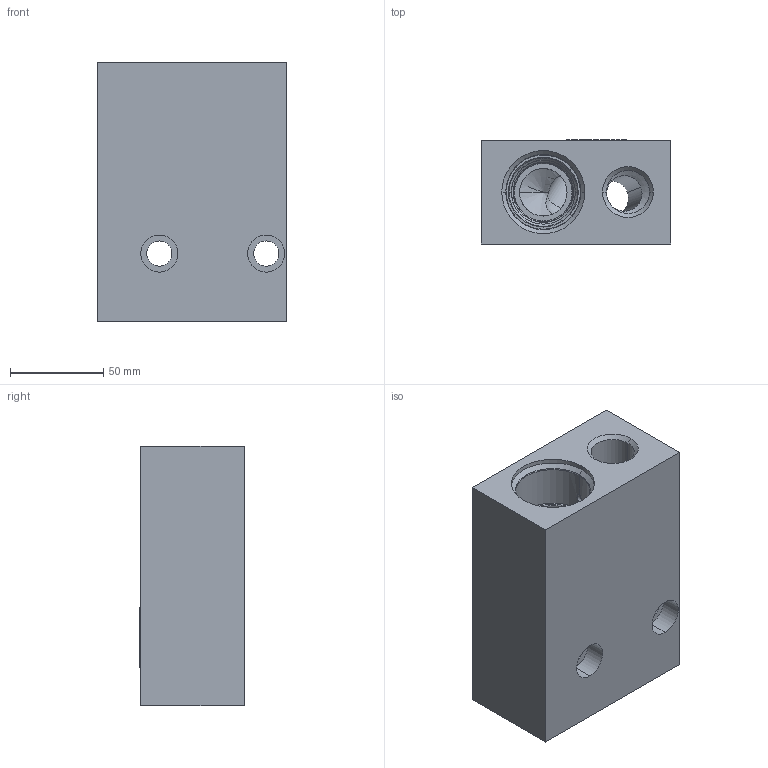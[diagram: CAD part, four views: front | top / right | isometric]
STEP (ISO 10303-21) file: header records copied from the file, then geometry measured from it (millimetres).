
FILE_DESCRIPTION((''),'2;1');
FILE_NAME('ZTJ_ASM','2020-07-16T',('ProEService'),(''),'PRO/ENGINEER BY PARAMETRIC TECHNOLOGY CORPORATION, 2014200','PRO/ENGINEER BY PARAMETRIC TECHNOLOGY CORPORATION, 2014200','');
FILE_SCHEMA(('CONFIG_CONTROL_DESIGN'));
Length unit declared in the file: inch
Products named in the file (3): 150-801-001; 500-001-121; ZTJ_ASM
Assembly tree (2 placements, depth 2):
  ZTJ_ASM
    150-801-001
    500-001-121
Bounding box: 101.6 x 56.03 x 138.91 mm (x, y, z)
Volume: 596323.5 mm3; surface area: 85971.7 mm2
Topology: 2 solids, 2 shells, 97 faces, 448 edges, 441 vertices
Faces by surface type: cylinder 42, cone 28, plane 12, torus 6, sphere 5, revolution 4
Entity records: 5749 total; most frequent: CARTESIAN_POINT 2310, DIRECTION 692, ORIENTED_EDGE 476, VECTOR 284, LINE 284, EDGE_CURVE 238, TRIMMED_CURVE 206, AXIS2_PLACEMENT_3D 202
